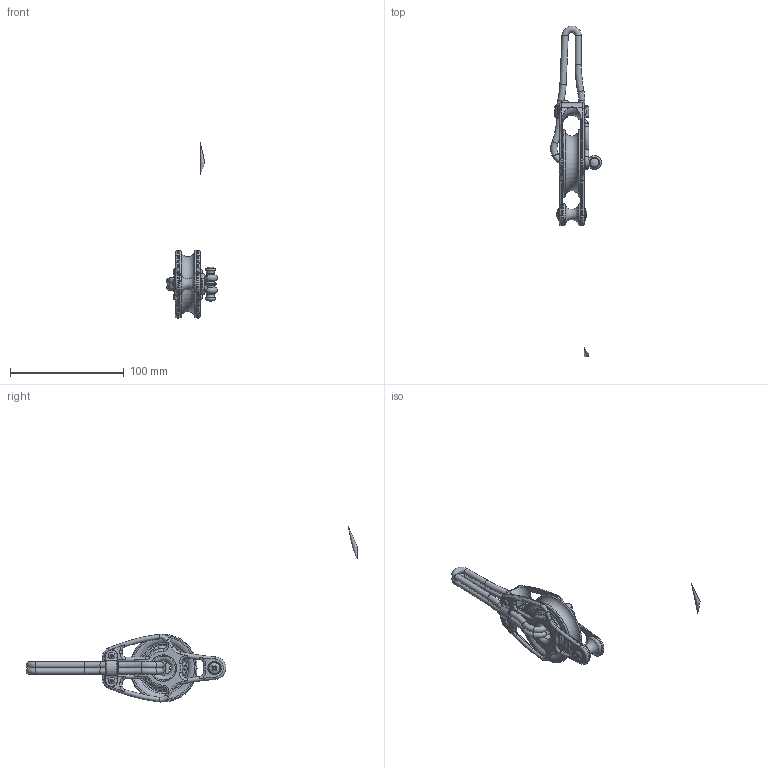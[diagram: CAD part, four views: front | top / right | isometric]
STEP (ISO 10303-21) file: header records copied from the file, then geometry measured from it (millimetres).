
FILE_DESCRIPTION(/* description */ (''),/* implementation_level */ '2;1');
FILE_NAME(/* name */ 'LS1061.stp',/* time_stamp */ '2020-01-24T17:46:06+01:00',/* author */ ('francesca'),/* organization */ (''),/* preprocessor_version */ 'ST-DEVELOPER v16.5',/* originating_system */ 'Autodesk Inventor 2017',/* authorisation */ '');
FILE_SCHEMA (('CONFIG_CONTROL_DESIGN'));
Length unit declared in the file: millimetre
Products named in the file (1): 17050919
Bounding box: 44.58 x 292.19 x 221.82 mm (x, y, z)
Volume: 37.4 mm3; surface area: 44368.4 mm2
Topology: 12 solids, 14 shells, 958 faces, 2753 edges, 1721 vertices
Faces by surface type: plane 304, torus 264, cylinder 260, sphere 66, bspline 36, cone 28
Full cylindrical faces by diameter (mm): 1 x2, 3 x4, 3.1 x4, 5 x1, 5.2 x1, 5.5 x11, 6.5 x2, 11.2 x2, 11.5 x2, 13.2 x1, 16 x2, 19 x1, 19.75 x2, 23 x2, 37 x2
Entity records: 33110 total; most frequent: CARTESIAN_POINT 8664, DIRECTION 5352, ORIENTED_EDGE 5068, EDGE_CURVE 2501, AXIS2_PLACEMENT_3D 2257, VERTEX_POINT 1605, EDGE_LOOP 1217, CIRCLE 1160
